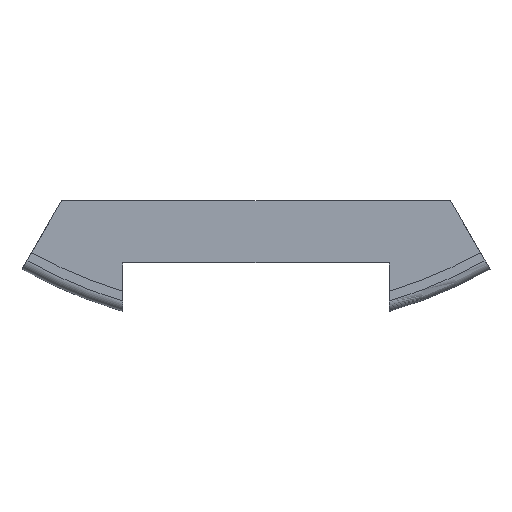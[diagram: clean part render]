
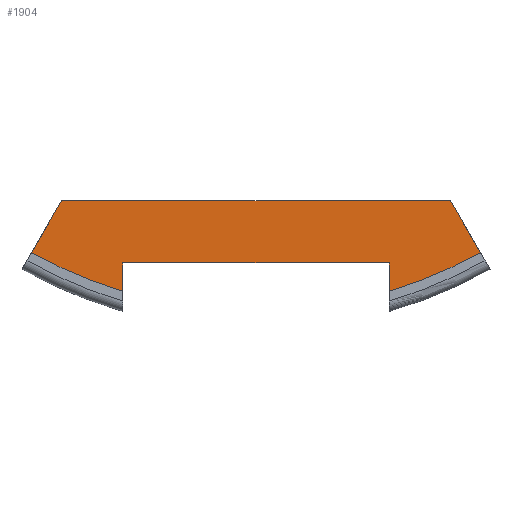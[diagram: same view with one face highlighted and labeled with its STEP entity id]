
A CAD part, front view. The second image highlights one B-rep face of the part: STEP entity #1904.
In plain terms, the highlighted planar face has unit normal (0, -1, 0).
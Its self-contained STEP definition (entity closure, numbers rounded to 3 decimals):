
#34 = DIRECTION ( 'NONE',  ( 1., 0., 0. ) ) ;
#46 = CARTESIAN_POINT ( 'NONE',  ( -36.85, -2.5, 0. ) ) ;
#51 = EDGE_CURVE ( 'NONE', #2510, #94, #1447, .T. ) ;
#69 = ORIENTED_EDGE ( 'NONE', *, *, #1840, .F. ) ;
#87 = ORIENTED_EDGE ( 'NONE', *, *, #51, .T. ) ;
#94 = VERTEX_POINT ( 'NONE', #198 ) ;
#158 = DIRECTION ( 'NONE',  ( 0., -1., 0. ) ) ;
#198 = CARTESIAN_POINT ( 'NONE',  ( -10.7, -2.5, -35.262 ) ) ;
#314 = VECTOR ( 'NONE', #331, 1000. ) ;
#315 = LINE ( 'NONE', #1603, #1113 ) ;
#331 = DIRECTION ( 'NONE',  ( -1., 0., 0. ) ) ;
#381 = VERTEX_POINT ( 'NONE', #711 ) ;
#444 = CARTESIAN_POINT ( 'NONE',  ( -15.588, -2.5, -28. ) ) ;
#485 = VERTEX_POINT ( 'NONE', #978 ) ;
#489 = EDGE_CURVE ( 'NONE', #2510, #818, #315, .T. ) ;
#597 = CIRCLE ( 'NONE', #726, 36.85 ) ;
#602 = CARTESIAN_POINT ( 'NONE',  ( -10.7, -2.5, -36.879 ) ) ;
#610 = CARTESIAN_POINT ( 'NONE',  ( 0., -2.5, 0. ) ) ;
#711 = CARTESIAN_POINT ( 'NONE',  ( -10.7, -2.5, -33. ) ) ;
#726 = AXIS2_PLACEMENT_3D ( 'NONE', #610, #819, #2526 ) ;
#781 = ORIENTED_EDGE ( 'NONE', *, *, #2570, .T. ) ;
#789 = ORIENTED_EDGE ( 'NONE', *, *, #2264, .F. ) ;
#808 = CARTESIAN_POINT ( 'NONE',  ( 10.7, -2.5, -33. ) ) ;
#818 = VERTEX_POINT ( 'NONE', #2206 ) ;
#819 = DIRECTION ( 'NONE',  ( 0., -1., 0. ) ) ;
#919 = PLANE ( 'NONE',  #1736 ) ;
#966 = DIRECTION ( 'NONE',  ( 0.5, 0., 0.866 ) ) ;
#978 = CARTESIAN_POINT ( 'NONE',  ( 10.7, -2.5, -33. ) ) ;
#985 = CARTESIAN_POINT ( 'NONE',  ( -17.99, -2.5, -32.16 ) ) ;
#1019 = DIRECTION ( 'NONE',  ( 0., 0., 1. ) ) ;
#1028 = DIRECTION ( 'NONE',  ( 0.5, 0., -0.866 ) ) ;
#1113 = VECTOR ( 'NONE', #966, 1000. ) ;
#1162 = ORIENTED_EDGE ( 'NONE', *, *, #489, .F. ) ;
#1182 = VERTEX_POINT ( 'NONE', #2097 ) ;
#1241 = VERTEX_POINT ( 'NONE', #2552 ) ;
#1258 = LINE ( 'NONE', #808, #1262 ) ;
#1262 = VECTOR ( 'NONE', #1019, 1000. ) ;
#1269 = AXIS2_PLACEMENT_3D ( 'NONE', #2064, #158, #1395 ) ;
#1280 = DIRECTION ( 'NONE',  ( 0., 0., -1. ) ) ;
#1320 = DIRECTION ( 'NONE',  ( 0., 0., 1. ) ) ;
#1379 = CARTESIAN_POINT ( 'NONE',  ( 15.588, -2.5, -28. ) ) ;
#1395 = DIRECTION ( 'NONE',  ( 0., 0., -1. ) ) ;
#1403 = EDGE_CURVE ( 'NONE', #1182, #485, #1258, .T. ) ;
#1447 = CIRCLE ( 'NONE', #1269, 36.85 ) ;
#1449 = CARTESIAN_POINT ( 'NONE',  ( 15.588, -2.5, -28. ) ) ;
#1603 = CARTESIAN_POINT ( 'NONE',  ( -18.765, -2.5, -33.503 ) ) ;
#1638 = LINE ( 'NONE', #602, #2279 ) ;
#1655 = VECTOR ( 'NONE', #1028, 1000. ) ;
#1736 = AXIS2_PLACEMENT_3D ( 'NONE', #46, #2169, #1320 ) ;
#1785 = EDGE_CURVE ( 'NONE', #2443, #1241, #1859, .T. ) ;
#1840 = EDGE_CURVE ( 'NONE', #818, #2443, #2351, .T. ) ;
#1859 = LINE ( 'NONE', #1449, #1655 ) ;
#1893 = EDGE_CURVE ( 'NONE', #485, #381, #2454, .T. ) ;
#1904 = ADVANCED_FACE ( 'NONE', ( #2622 ), #919, .F. ) ;
#2064 = CARTESIAN_POINT ( 'NONE',  ( 0., -2.5, 0. ) ) ;
#2087 = ORIENTED_EDGE ( 'NONE', *, *, #1785, .F. ) ;
#2097 = CARTESIAN_POINT ( 'NONE',  ( 10.7, -2.5, -35.262 ) ) ;
#2161 = ORIENTED_EDGE ( 'NONE', *, *, #1403, .F. ) ;
#2169 = DIRECTION ( 'NONE',  ( 0., 1., 0. ) ) ;
#2206 = CARTESIAN_POINT ( 'NONE',  ( -15.588, -2.5, -28. ) ) ;
#2242 = CARTESIAN_POINT ( 'NONE',  ( -10.7, -2.5, -33. ) ) ;
#2264 = EDGE_CURVE ( 'NONE', #381, #94, #1638, .T. ) ;
#2279 = VECTOR ( 'NONE', #1280, 1000. ) ;
#2351 = LINE ( 'NONE', #444, #2357 ) ;
#2357 = VECTOR ( 'NONE', #34, 1000. ) ;
#2443 = VERTEX_POINT ( 'NONE', #1379 ) ;
#2454 = LINE ( 'NONE', #2242, #314 ) ;
#2510 = VERTEX_POINT ( 'NONE', #985 ) ;
#2526 = DIRECTION ( 'NONE',  ( 0., 0., -1. ) ) ;
#2552 = CARTESIAN_POINT ( 'NONE',  ( 17.99, -2.5, -32.16 ) ) ;
#2570 = EDGE_CURVE ( 'NONE', #1182, #1241, #597, .T. ) ;
#2580 = EDGE_LOOP ( 'NONE', ( #789, #2710, #2161, #781, #2087, #69, #1162, #87 ) ) ;
#2622 = FACE_OUTER_BOUND ( 'NONE', #2580, .T. ) ;
#2710 = ORIENTED_EDGE ( 'NONE', *, *, #1893, .F. ) ;
